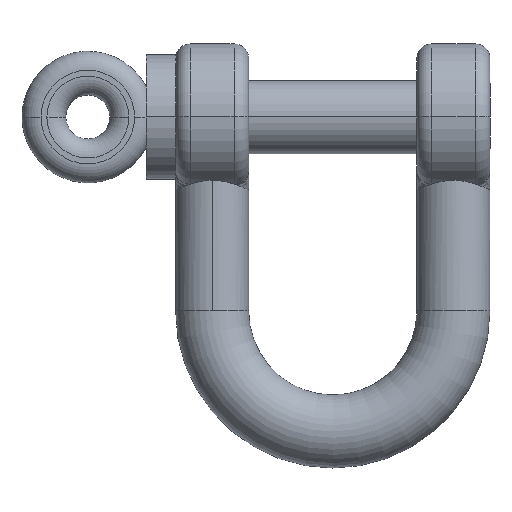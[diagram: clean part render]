
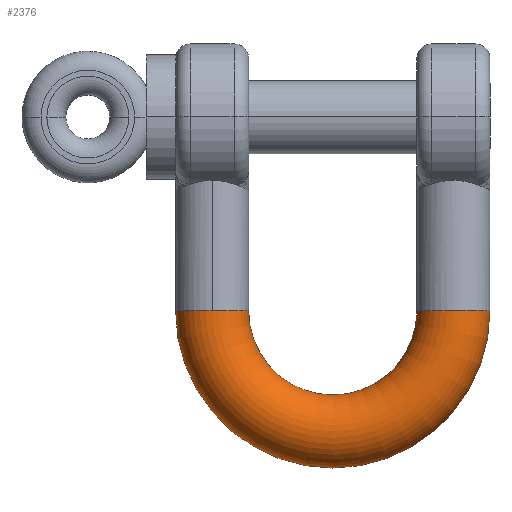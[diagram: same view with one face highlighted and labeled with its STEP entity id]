
A CAD part, top view. The second image highlights one B-rep face of the part: STEP entity #2376.
In plain terms, the highlighted toroidal (fillet/blend) face has major radius 8.25 mm and minor radius 2.5 mm.
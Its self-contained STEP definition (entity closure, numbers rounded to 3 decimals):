
#77 = EDGE_CURVE ( 'NONE', #84, #453, #672, .T. ) ;
#84 = VERTEX_POINT ( 'NONE', #659 ) ;
#410 = VERTEX_POINT ( 'NONE', #1457 ) ;
#446 = EDGE_CURVE ( 'NONE', #2432, #447, #1591, .T. ) ;
#447 = VERTEX_POINT ( 'NONE', #1586 ) ;
#453 = VERTEX_POINT ( 'NONE', #1574 ) ;
#455 = EDGE_CURVE ( 'NONE', #410, #453, #1572, .T. ) ;
#659 = CARTESIAN_POINT ( 'NONE',  ( -8.25, -13.25, 2.5 ) ) ;
#668 = DIRECTION ( 'NONE',  ( 0., 0., 1. ) ) ;
#669 = DIRECTION ( 'NONE',  ( 0., 1., 0. ) ) ;
#670 = CARTESIAN_POINT ( 'NONE',  ( -8.25, -13.25, 0. ) ) ;
#671 = AXIS2_PLACEMENT_3D ( 'NONE', #670, #669, #668 ) ;
#672 = CIRCLE ( 'NONE', #671, 2.5 ) ;
#1457 = CARTESIAN_POINT ( 'NONE',  ( 5.75, -13.25, 0. ) ) ;
#1568 = DIRECTION ( 'NONE',  ( -1., 0., 0. ) ) ;
#1569 = DIRECTION ( 'NONE',  ( 0., 0., -1. ) ) ;
#1570 = CARTESIAN_POINT ( 'NONE',  ( 0., -13.25, 0. ) ) ;
#1571 = AXIS2_PLACEMENT_3D ( 'NONE', #1570, #1569, #1568 ) ;
#1572 = CIRCLE ( 'NONE', #1571, 5.75 ) ;
#1574 = CARTESIAN_POINT ( 'NONE',  ( -5.75, -13.25, 0. ) ) ;
#1586 = CARTESIAN_POINT ( 'NONE',  ( -10.75, -13.25, 0. ) ) ;
#1587 = DIRECTION ( 'NONE',  ( -1., 0., 0. ) ) ;
#1588 = DIRECTION ( 'NONE',  ( 0., 0., -1. ) ) ;
#1589 = CARTESIAN_POINT ( 'NONE',  ( 0., -13.25, 0. ) ) ;
#1590 = AXIS2_PLACEMENT_3D ( 'NONE', #1589, #1588, #1587 ) ;
#1591 = CIRCLE ( 'NONE', #1590, 10.75 ) ;
#1830 = DIRECTION ( 'NONE',  ( -1., 0., 0. ) ) ;
#1831 = DIRECTION ( 'NONE',  ( 0., 0., -1. ) ) ;
#1832 = AXIS2_PLACEMENT_3D ( 'NONE', #1835, #1831, #1830 ) ;
#1833 = TOROIDAL_SURFACE ( 'NONE', #1832, 8.25, 2.5 ) ;
#1835 = CARTESIAN_POINT ( 'NONE',  ( 0., -13.25, 0. ) ) ;
#1850 = FACE_OUTER_BOUND ( 'NONE', #2412, .T. ) ;
#1867 = DIRECTION ( 'NONE',  ( 0., 0., 1. ) ) ;
#1868 = DIRECTION ( 'NONE',  ( 0., -1., 0. ) ) ;
#1869 = CARTESIAN_POINT ( 'NONE',  ( 8.25, -13.25, 0. ) ) ;
#1870 = AXIS2_PLACEMENT_3D ( 'NONE', #1869, #1868, #1867 ) ;
#1871 = CIRCLE ( 'NONE', #1870, 2.5 ) ;
#1925 = DIRECTION ( 'NONE',  ( 0., 0., 1. ) ) ;
#1926 = DIRECTION ( 'NONE',  ( 0., 1., 0. ) ) ;
#1927 = CARTESIAN_POINT ( 'NONE',  ( -8.25, -13.25, 0. ) ) ;
#1928 = AXIS2_PLACEMENT_3D ( 'NONE', #1927, #1926, #1925 ) ;
#1929 = CIRCLE ( 'NONE', #1928, 2.5 ) ;
#2000 = CARTESIAN_POINT ( 'NONE',  ( 10.75, -13.25, 0. ) ) ;
#2376 = ADVANCED_FACE ( 'NONE', ( #1850 ), #1833, .T. ) ;
#2385 = EDGE_CURVE ( 'NONE', #2432, #410, #1871, .T. ) ;
#2406 = ORIENTED_EDGE ( 'NONE', *, *, #2385, .T. ) ;
#2408 = ORIENTED_EDGE ( 'NONE', *, *, #77, .F. ) ;
#2409 = EDGE_CURVE ( 'NONE', #447, #84, #1929, .T. ) ;
#2410 = ORIENTED_EDGE ( 'NONE', *, *, #2409, .F. ) ;
#2411 = ORIENTED_EDGE ( 'NONE', *, *, #455, .T. ) ;
#2412 = EDGE_LOOP ( 'NONE', ( #2413, #2406, #2411, #2408, #2410 ) ) ;
#2413 = ORIENTED_EDGE ( 'NONE', *, *, #446, .F. ) ;
#2432 = VERTEX_POINT ( 'NONE', #2000 ) ;
